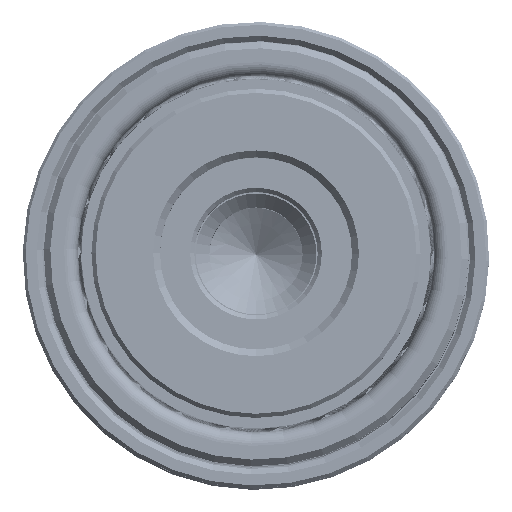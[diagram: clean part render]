
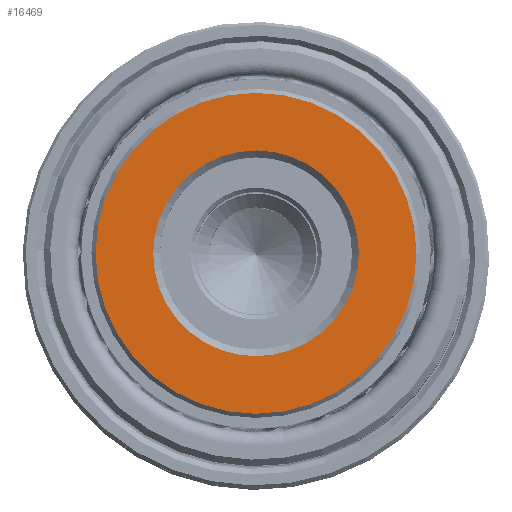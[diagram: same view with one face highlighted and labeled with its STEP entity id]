
A CAD part, top view. The second image highlights one B-rep face of the part: STEP entity #16469.
In plain terms, the highlighted face is planar.
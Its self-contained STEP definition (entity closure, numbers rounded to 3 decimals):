
#980 = ORIENTED_EDGE ( 'NONE', *, *, #1907, .T. ) ;
#1048 = AXIS2_PLACEMENT_3D ( 'NONE', #23892, #4393, #27160 ) ;
#1907 = EDGE_CURVE ( 'NONE', #41832, #27846, #19835, .T. ) ;
#3232 = ORIENTED_EDGE ( 'NONE', *, *, #32133, .T. ) ;
#4393 = DIRECTION ( 'NONE',  ( 0., 0., 1. ) ) ;
#6788 = VERTEX_POINT ( 'NONE', #7091 ) ;
#7091 = CARTESIAN_POINT ( 'NONE',  ( -11.7, 0., 0. ) ) ;
#12171 = CARTESIAN_POINT ( 'NONE',  ( 0., 0., 0. ) ) ;
#12632 = CARTESIAN_POINT ( 'NONE',  ( 0., 0., 0. ) ) ;
#12887 = DIRECTION ( 'NONE',  ( 0., 0., 1. ) ) ;
#13078 = EDGE_CURVE ( 'NONE', #27846, #41832, #19375, .T. ) ;
#13203 = FACE_OUTER_BOUND ( 'NONE', #21393, .T. ) ;
#14243 = FACE_BOUND ( 'NONE', #30545, .T. ) ;
#15441 = DIRECTION ( 'NONE',  ( 1., 0., 0. ) ) ;
#15885 = CARTESIAN_POINT ( 'NONE',  ( 0., 0., 0. ) ) ;
#15905 = DIRECTION ( 'NONE',  ( 1., 0., 0. ) ) ;
#16469 = ADVANCED_FACE ( 'NONE', ( #13203, #14243 ), #29096, .F. ) ;
#17160 = DIRECTION ( 'NONE',  ( 0., 0., -1. ) ) ;
#19207 = EDGE_CURVE ( 'NONE', #6788, #28675, #34506, .T. ) ;
#19375 = CIRCLE ( 'NONE', #1048, 7.5 ) ;
#19835 = CIRCLE ( 'NONE', #22532, 7.5 ) ;
#21393 = EDGE_LOOP ( 'NONE', ( #3232, #30118 ) ) ;
#22532 = AXIS2_PLACEMENT_3D ( 'NONE', #12171, #34918, #15441 ) ;
#23184 = AXIS2_PLACEMENT_3D ( 'NONE', #15885, #12887, #35634 ) ;
#23892 = CARTESIAN_POINT ( 'NONE',  ( 0., 0., 0. ) ) ;
#25606 = CIRCLE ( 'NONE', #29640, 11.7 ) ;
#27160 = DIRECTION ( 'NONE',  ( 1., 0., 0. ) ) ;
#27846 = VERTEX_POINT ( 'NONE', #31847 ) ;
#28675 = VERTEX_POINT ( 'NONE', #38888 ) ;
#29096 = PLANE ( 'NONE',  #23184 ) ;
#29640 = AXIS2_PLACEMENT_3D ( 'NONE', #12632, #35390, #15905 ) ;
#30118 = ORIENTED_EDGE ( 'NONE', *, *, #19207, .T. ) ;
#30545 = EDGE_LOOP ( 'NONE', ( #38163, #980 ) ) ;
#31298 = CARTESIAN_POINT ( 'NONE',  ( 7.5, 0., 0. ) ) ;
#31847 = CARTESIAN_POINT ( 'NONE',  ( -7.5, 0., 0. ) ) ;
#32133 = EDGE_CURVE ( 'NONE', #28675, #6788, #25606, .T. ) ;
#34506 = CIRCLE ( 'NONE', #35201, 11.7 ) ;
#34918 = DIRECTION ( 'NONE',  ( 0., 0., 1. ) ) ;
#35201 = AXIS2_PLACEMENT_3D ( 'NONE', #36631, #17160, #39900 ) ;
#35390 = DIRECTION ( 'NONE',  ( 0., 0., -1. ) ) ;
#35634 = DIRECTION ( 'NONE',  ( 1., 0., 0. ) ) ;
#36631 = CARTESIAN_POINT ( 'NONE',  ( 0., 0., 0. ) ) ;
#38163 = ORIENTED_EDGE ( 'NONE', *, *, #13078, .T. ) ;
#38888 = CARTESIAN_POINT ( 'NONE',  ( 11.7, 0., 0. ) ) ;
#39900 = DIRECTION ( 'NONE',  ( 1., 0., 0. ) ) ;
#41832 = VERTEX_POINT ( 'NONE', #31298 ) ;
